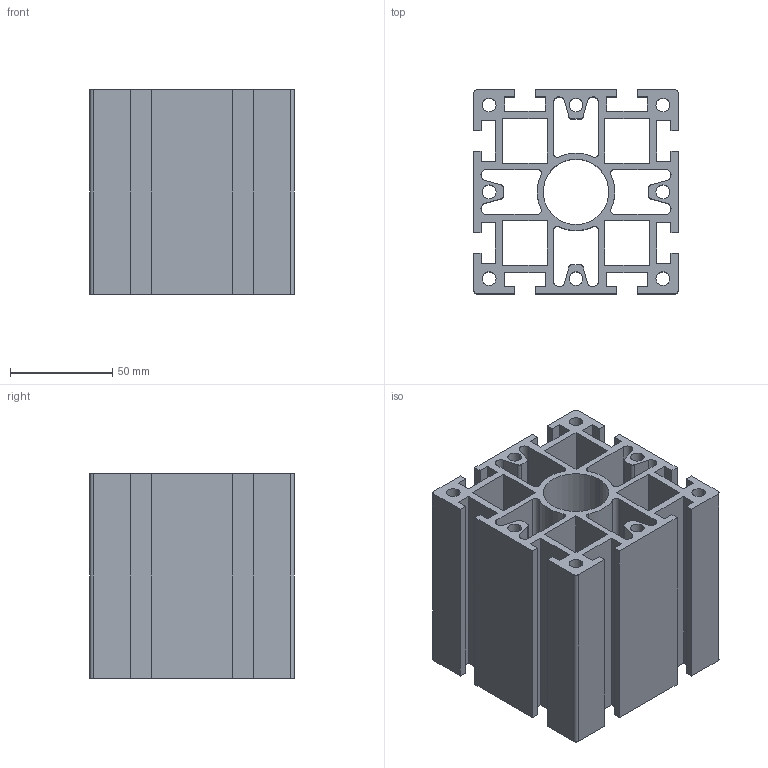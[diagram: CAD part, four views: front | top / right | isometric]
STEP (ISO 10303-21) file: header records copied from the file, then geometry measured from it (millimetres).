
FILE_DESCRIPTION(('Creo Elements/Direct Modeling STEP Export'),'2;1');
FILE_NAME('11.0000_Quadratprofil-MMS-11_100x100mm.stp','2022-03-18T14:16:54',(''),(''),'PTC Creo Elements/Direct Modeling STEP processor for AP214 (Solid Model)','PTC Creo Elements/Direct Modeling 19.0C 15-Aug-2015 (C) Parametric Technology GmbH','');
FILE_SCHEMA(('AUTOMOTIVE_DESIGN { 1 0 10303 214 1 1 1 1 }'));
Length unit declared in the file: millimetre
Products named in the file (2): Quadratprofil-MMS-11_100x100mm_11.0000_PX176255
Assembly tree (1 placements, depth 2):
  Quadratprofil-MMS-11_100x100mm_11.0000_PX176255
    Quadratprofil-MMS-11_100x100mm_11.0000_PX176255
Bounding box: 100 x 100 x 100 mm (x, y, z)
Volume: 348908.4 mm3; surface area: 187208.3 mm2
Topology: 1 solids, 1 shells, 156 faces, 466 edges, 312 vertices
Faces by surface type: plane 106, cylinder 50
Entity records: 5249 total; most frequent: ORIENTED_EDGE 932, CARTESIAN_POINT 914, DIRECTION 842, EDGE_CURVE 466, VECTOR 362, LINE 362, VERTEX_POINT 312, AXIS2_PLACEMENT_3D 240
